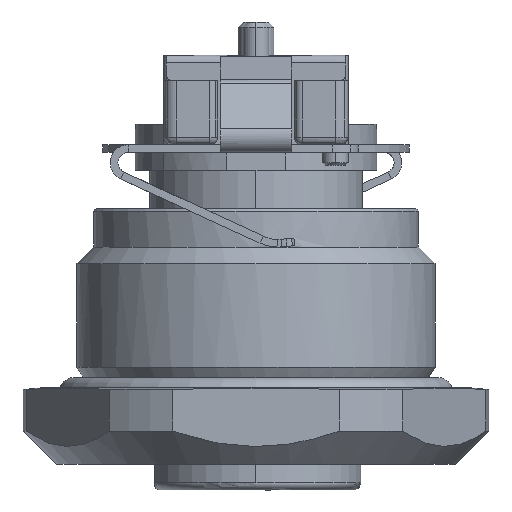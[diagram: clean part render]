
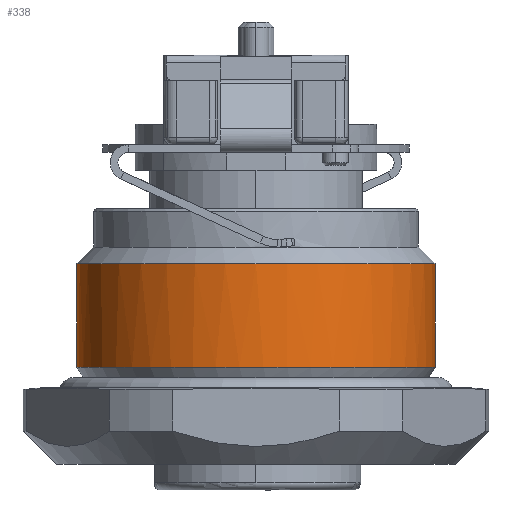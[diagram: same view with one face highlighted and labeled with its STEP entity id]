
A CAD part, left-side view. The second image highlights one B-rep face of the part: STEP entity #338.
In plain terms, the highlighted cylindrical face has radius 7 mm (diameter 14 mm), a partial arc.
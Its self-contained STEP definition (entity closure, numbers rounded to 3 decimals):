
#290=AXIS2_PLACEMENT_3D('Cylinder Axis2P3D',#287,#288,#289) ;
#329=AXIS2_PLACEMENT_3D('Circle Axis2P3D',#327,#328,$) ;
#287=CARTESIAN_POINT('Axis2P3D Location',(8.5,9.1,5.06)) ;
#292=CARTESIAN_POINT('Line Origine',(8.5,16.1,5.06)) ;
#296=CARTESIAN_POINT('Vertex',(8.5,16.1,8.85)) ;
#298=CARTESIAN_POINT('Vertex',(8.5,16.1,4.8)) ;
#302=CARTESIAN_POINT('Control Point',(8.5,16.1,4.8)) ;
#303=CARTESIAN_POINT('Control Point',(7.4,16.1,4.8)) ;
#304=CARTESIAN_POINT('Control Point',(6.301,15.884,4.8)) ;
#305=CARTESIAN_POINT('Control Point',(5.258,15.452,4.8)) ;
#306=CARTESIAN_POINT('Control Point',(3.397,14.202,4.8)) ;
#307=CARTESIAN_POINT('Control Point',(2.148,12.342,4.8)) ;
#308=CARTESIAN_POINT('Control Point',(1.716,11.299,4.8)) ;
#309=CARTESIAN_POINT('Control Point',(1.284,9.1,4.8)) ;
#310=CARTESIAN_POINT('Control Point',(1.716,6.901,4.8)) ;
#311=CARTESIAN_POINT('Control Point',(2.148,5.858,4.8)) ;
#312=CARTESIAN_POINT('Control Point',(3.398,3.998,4.8)) ;
#313=CARTESIAN_POINT('Control Point',(5.258,2.748,4.8)) ;
#314=CARTESIAN_POINT('Control Point',(6.301,2.316,4.8)) ;
#315=CARTESIAN_POINT('Control Point',(7.4,2.1,4.8)) ;
#316=CARTESIAN_POINT('Control Point',(8.5,2.1,4.8)) ;
#317=CARTESIAN_POINT('Vertex',(8.5,2.1,4.8)) ;
#320=CARTESIAN_POINT('Line Origine',(8.5,2.1,5.06)) ;
#324=CARTESIAN_POINT('Vertex',(8.5,2.1,8.85)) ;
#327=CARTESIAN_POINT('Axis2P3D Location',(8.5,9.1,8.85)) ;
#288=DIRECTION('Axis2P3D Direction',(0.,0.,-1.)) ;
#289=DIRECTION('Axis2P3D XDirection',(0.,-1.,0.)) ;
#293=DIRECTION('Vector Direction',(0.,0.,-1.)) ;
#321=DIRECTION('Vector Direction',(0.,0.,-1.)) ;
#328=DIRECTION('Axis2P3D Direction',(0.,0.,-1.)) ;
#294=VECTOR('Line Direction',#293,1.) ;
#322=VECTOR('Line Direction',#321,1.) ;
#333=ORIENTED_EDGE('',*,*,#300,.T.) ;
#334=ORIENTED_EDGE('',*,*,#319,.T.) ;
#335=ORIENTED_EDGE('',*,*,#326,.T.) ;
#336=ORIENTED_EDGE('',*,*,#331,.T.) ;
#338=ADVANCED_FACE('V1',(#337),#291,.T.) ;
#301=B_SPLINE_CURVE_WITH_KNOTS('',5,(#302,#303,#304,#305,#306,#307,#308,#309,#310,#311,#312,#313,#314,#315,#316),.UNSPECIFIED.,.F.,.U.,(6,3,3,3,6),(-10.995,-5.498,0.,5.498,10.995),.UNSPECIFIED.) ;
#330=CIRCLE('generated circle',#329,7.) ;
#291=CYLINDRICAL_SURFACE('generated cylinder',#290,7.) ;
#300=EDGE_CURVE('',#297,#299,#295,.T.) ;
#319=EDGE_CURVE('',#299,#318,#301,.T.) ;
#326=EDGE_CURVE('',#318,#325,#323,.F.) ;
#331=EDGE_CURVE('',#325,#297,#330,.T.) ;
#332=EDGE_LOOP('',(#333,#334,#335,#336)) ;
#337=FACE_OUTER_BOUND('',#332,.T.) ;
#295=LINE('Line',#292,#294) ;
#323=LINE('Line',#320,#322) ;
#297=VERTEX_POINT('',#296) ;
#299=VERTEX_POINT('',#298) ;
#318=VERTEX_POINT('',#317) ;
#325=VERTEX_POINT('',#324) ;
